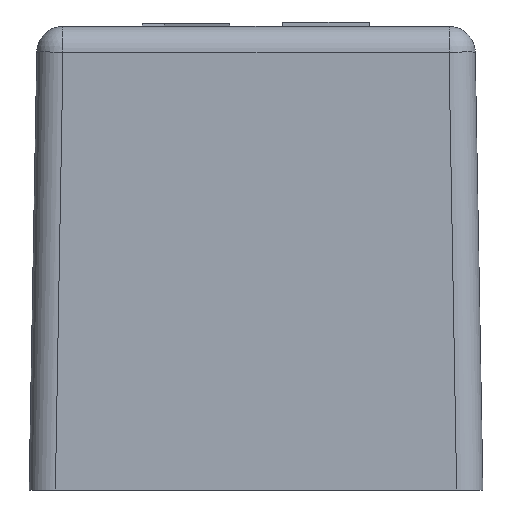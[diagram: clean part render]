
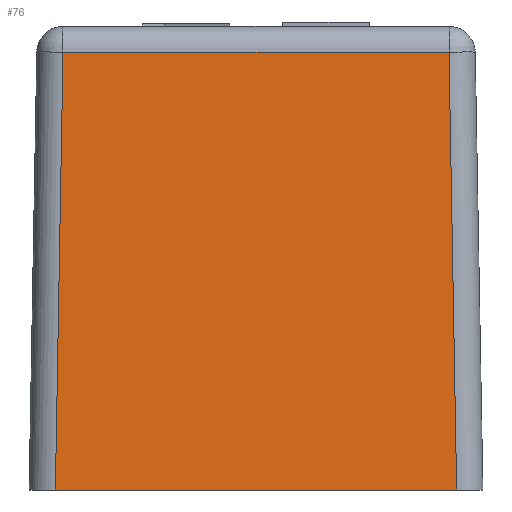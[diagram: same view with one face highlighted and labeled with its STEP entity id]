
A CAD part, left-side view. The second image highlights one B-rep face of the part: STEP entity #76.
In plain terms, the highlighted planar face has unit normal (-1, 0, 0.018).
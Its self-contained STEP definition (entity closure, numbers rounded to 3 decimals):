
#76 = ADVANCED_FACE( '', ( #218 ), #219, .T. );
#218 = FACE_OUTER_BOUND( '', #490, .T. );
#219 = PLANE( '', #491 );
#490 = EDGE_LOOP( '', ( #846, #847, #848, #849 ) );
#491 = AXIS2_PLACEMENT_3D( '', #850, #851, #852 );
#846 = ORIENTED_EDGE( '', *, *, #1928, .T. );
#847 = ORIENTED_EDGE( '', *, *, #1929, .T. );
#848 = ORIENTED_EDGE( '', *, *, #1930, .T. );
#849 = ORIENTED_EDGE( '', *, *, #1931, .T. );
#850 = CARTESIAN_POINT( '', ( -40.5, -25.5, 25. ) );
#851 = DIRECTION( '', ( -1., 0., 0.017 ) );
#852 = DIRECTION( '', ( 0.017, 0., 1. ) );
#1928 = EDGE_CURVE( '', #2337, #2338, #2339, .F. );
#1929 = EDGE_CURVE( '', #2338, #2340, #2341, .T. );
#1930 = EDGE_CURVE( '', #2340, #2342, #2343, .F. );
#1931 = EDGE_CURVE( '', #2342, #2337, #2344, .F. );
#2337 = VERTEX_POINT( '', #3052 );
#2338 = VERTEX_POINT( '', #3053 );
#2339 = LINE( '', #3054, #3055 );
#2340 = VERTEX_POINT( '', #3056 );
#2341 = LINE( '', #3057, #3058 );
#2342 = VERTEX_POINT( '', #3059 );
#2343 = LINE( '', #3060, #3061 );
#2344 = LINE( '', #3062, #3063 );
#3052 = CARTESIAN_POINT( '', ( -40.936, 22.937, 0. ) );
#3053 = CARTESIAN_POINT( '', ( -40.936, -22.937, 0. ) );
#3054 = CARTESIAN_POINT( '', ( -40.936, -25.5, 0. ) );
#3055 = VECTOR( '', #3780, 1000. );
#3056 = CARTESIAN_POINT( '', ( -40.063, -22.063, 50.052 ) );
#3057 = CARTESIAN_POINT( '', ( -40.501, -22.501, 24.948 ) );
#3058 = VECTOR( '', #3781, 1000. );
#3059 = CARTESIAN_POINT( '', ( -40.063, 22.063, 50.052 ) );
#3060 = CARTESIAN_POINT( '', ( -40.063, 25.011, 50.052 ) );
#3061 = VECTOR( '', #3782, 1000. );
#3062 = CARTESIAN_POINT( '', ( -40.485, 22.486, 25.837 ) );
#3063 = VECTOR( '', #3783, 1000. );
#3780 = DIRECTION( '', ( 0., 1., 0. ) );
#3781 = DIRECTION( '', ( 0.017, 0.017, 1. ) );
#3782 = DIRECTION( '', ( 0., -1., 0. ) );
#3783 = DIRECTION( '', ( 0.017, -0.017, 1. ) );
